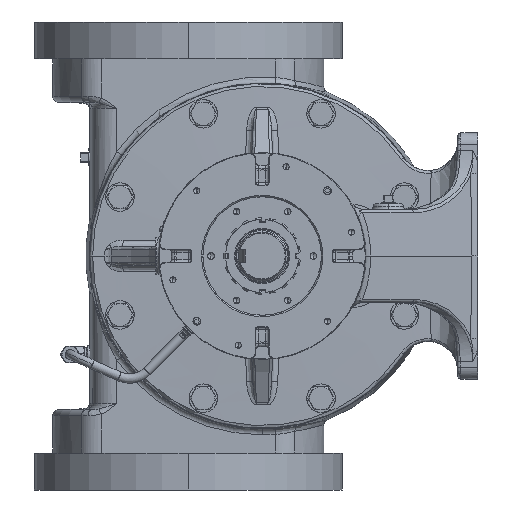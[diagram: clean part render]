
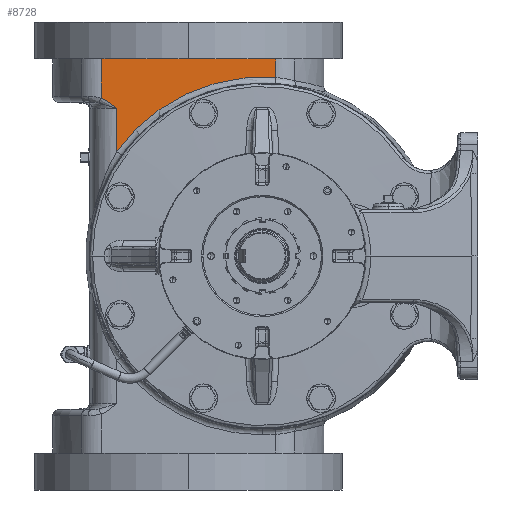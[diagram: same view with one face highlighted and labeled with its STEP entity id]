
A CAD part, left-side view. The second image highlights one B-rep face of the part: STEP entity #8728.
In plain terms, the highlighted planar face has unit normal (-1, 0, 0).
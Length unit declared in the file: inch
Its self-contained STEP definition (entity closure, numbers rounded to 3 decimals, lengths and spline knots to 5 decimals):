
#1011 = VECTOR ( 'NONE', #133951, 39.37008 ) ;
#1660 = AXIS2_PLACEMENT_3D ( 'NONE', #16268, #74823, #2829 ) ;
#2277 = ORIENTED_EDGE ( 'NONE', *, *, #132832, .F. ) ;
#2829 = DIRECTION ( 'NONE',  ( 0., 0., -1. ) ) ;
#3125 = VERTEX_POINT ( 'NONE', #15499 ) ;
#6898 = VECTOR ( 'NONE', #165432, 39.37008 ) ;
#7201 = VECTOR ( 'NONE', #186580, 39.37008 ) ;
#8728 = ADVANCED_FACE ( 'Defeatured_0_3788', ( #114026 ), #29432, .F. ) ;
#8874 = CARTESIAN_POINT ( 'NONE',  ( 0.865, 5.90249, 8. ) ) ;
#11001 = AXIS2_PLACEMENT_3D ( 'NONE', #26590, #54487, #160125 ) ;
#11823 = EDGE_CURVE ( 'NONE', #35628, #21565, #73413, .T. ) ;
#12102 = ORIENTED_EDGE ( 'NONE', *, *, #163606, .F. ) ;
#14318 = CARTESIAN_POINT ( 'NONE',  ( 0.865, 5.90249, 8. ) ) ;
#15499 = CARTESIAN_POINT ( 'NONE',  ( 0.865, -0.42893, 8. ) ) ;
#16268 = CARTESIAN_POINT ( 'NONE',  ( 0.865, 0., 0. ) ) ;
#20717 = CARTESIAN_POINT ( 'NONE',  ( 0.865, -0.54251, 8. ) ) ;
#21565 = VERTEX_POINT ( 'NONE', #79400 ) ;
#25101 = CARTESIAN_POINT ( 'NONE',  ( 0.865, 6.02693, 6.09274 ) ) ;
#26147 = CIRCLE ( 'NONE', #1660, 7.26334 ) ;
#26590 = CARTESIAN_POINT ( 'NONE',  ( 0.865, 5.90249, 8.3621 ) ) ;
#26711 = VERTEX_POINT ( 'NONE', #20717 ) ;
#26792 = VERTEX_POINT ( 'NONE', #67746 ) ;
#29432 = PLANE ( 'NONE',  #11001 ) ;
#30947 = CARTESIAN_POINT ( 'NONE',  ( 0.865, 6.54251, 8.74 ) ) ;
#32660 = CARTESIAN_POINT ( 'NONE',  ( 0.865, -0.54251, 7.24305 ) ) ;
#35628 = VERTEX_POINT ( 'NONE', #102424 ) ;
#35725 = DIRECTION ( 'NONE',  ( 0., 0., -1. ) ) ;
#36308 = CARTESIAN_POINT ( 'NONE',  ( 0.865, 6.54251, 8. ) ) ;
#37646 = VECTOR ( 'NONE', #131537, 39.37008 ) ;
#41365 = CARTESIAN_POINT ( 'NONE',  ( 0.865, 6.15379, 6.19133 ) ) ;
#44607 = ORIENTED_EDGE ( 'NONE', *, *, #121998, .T. ) ;
#54487 = DIRECTION ( 'NONE',  ( 1., 0., 0. ) ) ;
#56768 = CARTESIAN_POINT ( 'NONE',  ( 0.865, 6.48194, 6.38955 ) ) ;
#58268 = VERTEX_POINT ( 'NONE', #106953 ) ;
#61647 = DIRECTION ( 'NONE',  ( 0., -1., 0. ) ) ;
#65754 = B_SPLINE_CURVE_WITH_KNOTS ( 'NONE', 3,
 ( #153177, #56768, #123395, #115357, #159565, #41365, #98107, #25101, #83694, #70191, #99984, #145158, #99056, #188438, #142314 ),
 .UNSPECIFIED., .F., .F.,
 ( 4, 2, 2, 2, 2, 1, 2, 4 ),
 ( 0., 0.00487, 0.00974, 0.01461, 0.01704, 0.01826, 0.01887, 0.01947 ),
 .UNSPECIFIED. ) ;
#67746 = CARTESIAN_POINT ( 'NONE',  ( 0.865, 6.54251, 6.41306 ) ) ;
#69327 = LINE ( 'NONE', #8874, #7201 ) ;
#70191 = CARTESIAN_POINT ( 'NONE',  ( 0.865, 5.96451, 6.04199 ) ) ;
#73413 = LINE ( 'NONE', #178188, #1011 ) ;
#74823 = DIRECTION ( 'NONE',  ( 1., 0., 0. ) ) ;
#79400 = CARTESIAN_POINT ( 'NONE',  ( 0.865, 5.90249, 4.23282 ) ) ;
#83694 = CARTESIAN_POINT ( 'NONE',  ( 0.865, 6.00189, 6.07252 ) ) ;
#98107 = CARTESIAN_POINT ( 'NONE',  ( 0.865, 6.10262, 6.15258 ) ) ;
#99056 = CARTESIAN_POINT ( 'NONE',  ( 0.865, 5.91487, 6.00105 ) ) ;
#99361 = ORIENTED_EDGE ( 'NONE', *, *, #111439, .F. ) ;
#99984 = CARTESIAN_POINT ( 'NONE',  ( 0.865, 5.94587, 6.02667 ) ) ;
#102424 = CARTESIAN_POINT ( 'NONE',  ( 0.865, 5.90249, 5.9908 ) ) ;
#104412 = ORIENTED_EDGE ( 'NONE', *, *, #11823, .T. ) ;
#106782 = LINE ( 'NONE', #30947, #6898 ) ;
#106953 = CARTESIAN_POINT ( 'NONE',  ( 0.865, 6.42893, 8. ) ) ;
#110894 = ORIENTED_EDGE ( 'NONE', *, *, #173264, .T. ) ;
#111439 = EDGE_CURVE ( 'NONE', #3125, #26711, #69327, .T. ) ;
#114026 = FACE_OUTER_BOUND ( 'NONE', #163315, .T. ) ;
#115357 = CARTESIAN_POINT ( 'NONE',  ( 0.865, 6.31259, 6.29899 ) ) ;
#116645 = VECTOR ( 'NONE', #35725, 39.37008 ) ;
#121998 = EDGE_CURVE ( 'NONE', #26792, #35628, #65754, .T. ) ;
#123395 = CARTESIAN_POINT ( 'NONE',  ( 0.865, 6.42418, 6.36149 ) ) ;
#126048 = CARTESIAN_POINT ( 'NONE',  ( 0.865, -0.54251, 8.74 ) ) ;
#131537 = DIRECTION ( 'NONE',  ( 0., -1., 0. ) ) ;
#132832 = EDGE_CURVE ( 'NONE', #26711, #158010, #138559, .T. ) ;
#133951 = DIRECTION ( 'NONE',  ( 0., 0., -1. ) ) ;
#138559 = LINE ( 'NONE', #126048, #116645 ) ;
#142314 = CARTESIAN_POINT ( 'NONE',  ( 0.865, 5.90249, 5.9908 ) ) ;
#145158 = CARTESIAN_POINT ( 'NONE',  ( 0.865, 5.92727, 6.0113 ) ) ;
#147924 = ORIENTED_EDGE ( 'NONE', *, *, #166070, .T. ) ;
#153177 = CARTESIAN_POINT ( 'NONE',  ( 0.865, 6.54251, 6.41306 ) ) ;
#155442 = ORIENTED_EDGE ( 'NONE', *, *, #169110, .F. ) ;
#158010 = VERTEX_POINT ( 'NONE', #32660 ) ;
#159565 = CARTESIAN_POINT ( 'NONE',  ( 0.865, 6.25878, 6.26453 ) ) ;
#159970 = VECTOR ( 'NONE', #61647, 39.37008 ) ;
#160125 = DIRECTION ( 'NONE',  ( 0., 0., -1. ) ) ;
#163315 = EDGE_LOOP ( 'NONE', ( #155442, #147924, #44607, #104412, #110894, #2277, #99361, #12102 ) ) ;
#163606 = EDGE_CURVE ( 'NONE', #58268, #3125, #177963, .T. ) ;
#165432 = DIRECTION ( 'NONE',  ( 0., 0., -1. ) ) ;
#166070 = EDGE_CURVE ( 'NONE', #169723, #26792, #106782, .T. ) ;
#166360 = CARTESIAN_POINT ( 'NONE',  ( 0.865, 5.90249, 8. ) ) ;
#169110 = EDGE_CURVE ( 'NONE', #169723, #58268, #189234, .T. ) ;
#169723 = VERTEX_POINT ( 'NONE', #36308 ) ;
#173264 = EDGE_CURVE ( 'NONE', #21565, #158010, #26147, .T. ) ;
#177963 = LINE ( 'NONE', #166360, #159970 ) ;
#178188 = CARTESIAN_POINT ( 'NONE',  ( 0.865, 5.90249, 8.3621 ) ) ;
#186580 = DIRECTION ( 'NONE',  ( 0., -1., 0. ) ) ;
#188438 = CARTESIAN_POINT ( 'NONE',  ( 0.865, 5.90864, 5.99589 ) ) ;
#189234 = LINE ( 'NONE', #14318, #37646 ) ;
